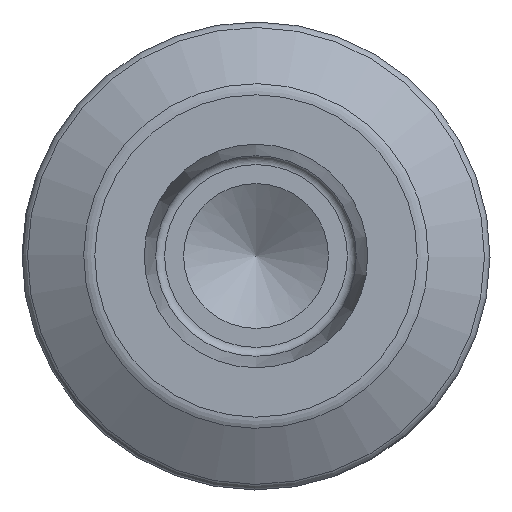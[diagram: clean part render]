
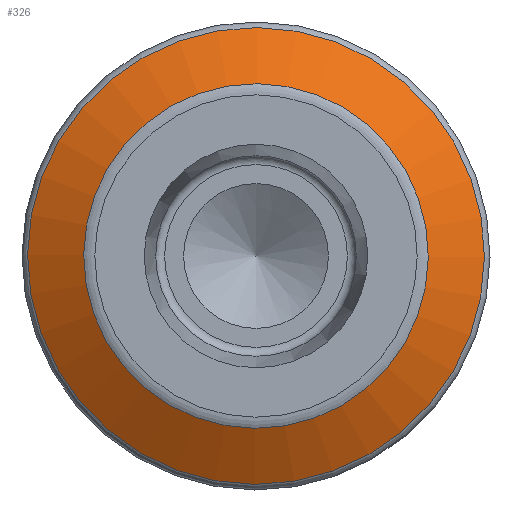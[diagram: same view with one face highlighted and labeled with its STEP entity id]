
A CAD part, left-side view. The second image highlights one B-rep face of the part: STEP entity #326.
In plain terms, the highlighted conical face has half-angle 60 degrees and reference radius 20.5 mm.
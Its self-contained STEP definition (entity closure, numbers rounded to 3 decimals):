
#84=FACE_BOUND('',#544,.T.);
#85=FACE_BOUND('',#545,.T.);
#157=CONICAL_SURFACE('',#1735,20.5,60.);
#326=ADVANCED_FACE('',(#84,#85),#157,.T.);
#544=EDGE_LOOP('',(#1053));
#545=EDGE_LOOP('',(#1054));
#627=CIRCLE('',#1728,20.5);
#630=CIRCLE('',#1734,15.464);
#1053=ORIENTED_EDGE('',*,*,#1436,.F.);
#1054=ORIENTED_EDGE('',*,*,#1439,.T.);
#1217=VERTEX_POINT('',#3280);
#1220=VERTEX_POINT('',#3289);
#1436=EDGE_CURVE('',#1217,#1217,#627,.T.);
#1439=EDGE_CURVE('',#1220,#1220,#630,.T.);
#1728=AXIS2_PLACEMENT_3D('',#3279,#2102,#2103);
#1734=AXIS2_PLACEMENT_3D('',#3288,#2114,#2115);
#1735=AXIS2_PLACEMENT_3D('',#3290,#2116,#2117);
#2102=DIRECTION('',(1.,0.,0.));
#2103=DIRECTION('',(0.,0.938,0.348));
#2114=DIRECTION('',(1.,0.,0.));
#2115=DIRECTION('',(0.,0.938,0.348));
#2116=DIRECTION('',(1.,0.,0.));
#2117=DIRECTION('',(0.,0.938,0.348));
#3279=CARTESIAN_POINT('',(-8.825,0.,0.));
#3280=CARTESIAN_POINT('',(-8.825,19.22,7.131));
#3288=CARTESIAN_POINT('',(-11.732,0.,0.));
#3289=CARTESIAN_POINT('',(-11.732,14.498,5.379));
#3290=CARTESIAN_POINT('',(-8.825,0.,0.));
